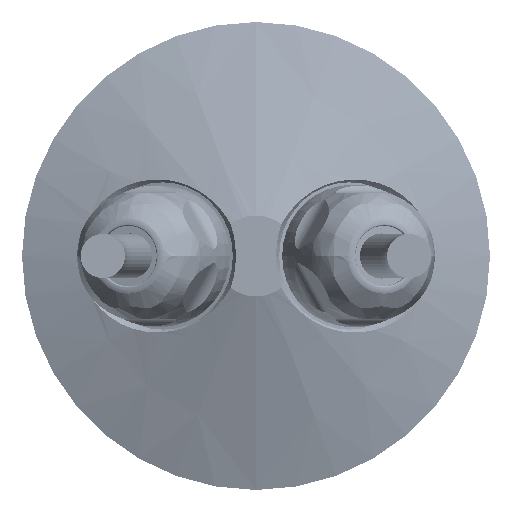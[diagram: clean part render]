
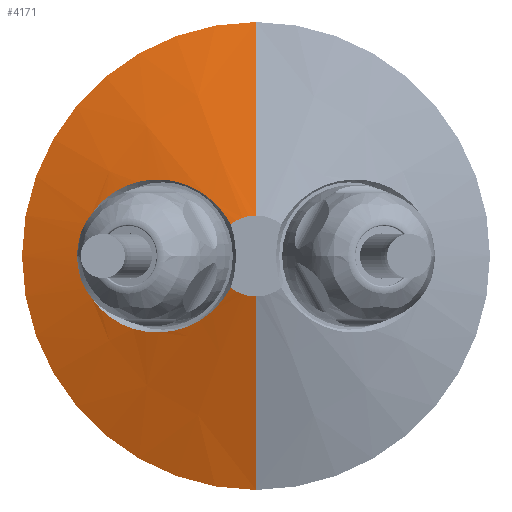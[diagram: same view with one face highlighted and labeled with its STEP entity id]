
A CAD part, front view. The second image highlights one B-rep face of the part: STEP entity #4171.
In plain terms, the highlighted conical face has half-angle 71.998 degrees and reference radius 18.625 mm.
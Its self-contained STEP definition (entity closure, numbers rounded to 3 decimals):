
#862=CARTESIAN_POINT('',(0.,52.46,0.));
#863=DIRECTION('',(0.,1.,0.));
#864=DIRECTION('',(1.,0.,0.));
#865=AXIS2_PLACEMENT_3D('',#862,#863,#864);
#890=CARTESIAN_POINT('',(-4.299,60.99,-3.431));
#891=CARTESIAN_POINT('',(-4.51,60.913,-3.545));
#892=CARTESIAN_POINT('',(-4.94,60.753,-3.793));
#893=CARTESIAN_POINT('',(-5.607,60.494,-4.237));
#894=CARTESIAN_POINT('',(-6.284,60.216,-4.758));
#895=CARTESIAN_POINT('',(-6.964,59.92,-5.368));
#896=CARTESIAN_POINT('',(-7.633,59.608,-6.072));
#897=CARTESIAN_POINT('',(-8.267,59.285,-6.868));
#898=CARTESIAN_POINT('',(-8.824,58.969,-7.715));
#899=CARTESIAN_POINT('',(-9.299,58.662,-8.599));
#900=CARTESIAN_POINT('',(-9.692,58.364,-9.518));
#901=CARTESIAN_POINT('',(-10.01,58.064,-10.499));
#902=CARTESIAN_POINT('',(-10.249,57.756,-11.571));
#903=CARTESIAN_POINT('',(-10.387,57.433,-12.758));
#904=CARTESIAN_POINT('',(-10.39,57.088,-14.101));
#905=CARTESIAN_POINT('',(-10.198,56.727,-15.592));
#906=CARTESIAN_POINT('',(-9.756,56.365,-17.17));
#907=CARTESIAN_POINT('',(-9.027,56.018,-18.76));
#908=CARTESIAN_POINT('',(-8.007,55.704,-20.263));
#909=CARTESIAN_POINT('',(-6.718,55.436,-21.591));
#910=CARTESIAN_POINT('',(-5.227,55.226,-22.663));
#911=CARTESIAN_POINT('',(-3.6,55.076,-23.446));
#912=CARTESIAN_POINT('',(-1.846,54.983,-23.937));
#913=CARTESIAN_POINT('',(-0.619,54.962,
-24.051));
#914=CARTESIAN_POINT('',(0.,54.962,-24.051));
#916=CARTESIAN_POINT('',(0.,54.962,-24.051));
#917=CARTESIAN_POINT('',(0.641,54.962,-24.051));
#918=CARTESIAN_POINT('',(1.916,54.985,-23.928));
#919=CARTESIAN_POINT('',(3.743,55.086,-23.396));
#920=CARTESIAN_POINT('',(5.434,55.25,-22.543));
#921=CARTESIAN_POINT('',(6.957,55.478,-21.382));
#922=CARTESIAN_POINT('',(8.253,55.765,-19.962));
#923=CARTESIAN_POINT('',(9.323,56.13,-18.232));
#924=CARTESIAN_POINT('',(10.047,56.553,-16.331));
#925=CARTESIAN_POINT('',(10.402,57.029,-14.327));
#926=CARTESIAN_POINT('',(10.389,57.517,-12.428));
#927=CARTESIAN_POINT('',(10.095,57.992,-10.731));
#928=CARTESIAN_POINT('',(9.613,58.438,-9.273));
#929=CARTESIAN_POINT('',(9.039,58.84,-8.074));
#930=CARTESIAN_POINT('',(8.415,59.205,-7.073));
#931=CARTESIAN_POINT('',(7.767,59.542,-6.228));
#932=CARTESIAN_POINT('',(7.091,59.863,-5.491));
#933=CARTESIAN_POINT('',(6.378,60.176,-4.836));
#934=CARTESIAN_POINT('',(5.659,60.473,-4.273));
#935=CARTESIAN_POINT('',(4.952,60.749,-3.8));
#936=CARTESIAN_POINT('',(4.512,60.913,-3.545));
#937=CARTESIAN_POINT('',(4.299,60.99,-3.431));
#959=CARTESIAN_POINT('',(0.,60.99,0.));
#960=DIRECTION('',(0.,-1.,0.));
#961=DIRECTION('',(-1.,0.,0.));
#962=AXIS2_PLACEMENT_3D('',#959,#960,#961);
#967=CARTESIAN_POINT('',(-4.299,60.99,-3.431));
#969=CARTESIAN_POINT('',(4.299,60.99,-3.431));
#974=CARTESIAN_POINT('',(0.,60.99,0.));
#975=DIRECTION('',(0.,-1.,0.));
#976=DIRECTION('',(0.782,0.,-0.624));
#977=AXIS2_PLACEMENT_3D('',#974,#975,#976);
#1010=DIRECTION('',(-0.951,0.309,0.));
#1011=VECTOR('',#1010,27.601);
#1012=CARTESIAN_POINT('',(31.75,52.46,0.));
#1013=LINE('',#1012,#1011);
#1014=DIRECTION('',(0.951,0.309,0.));
#1015=VECTOR('',#1014,27.601);
#1016=CARTESIAN_POINT('',(-31.75,52.46,0.));
#1017=LINE('',#1016,#1015);
#3206=CARTESIAN_POINT('',(31.75,52.46,0.));
#3207=CARTESIAN_POINT('',(-31.75,52.46,0.));
#3208=VERTEX_POINT('',#3206);
#3209=VERTEX_POINT('',#3207);
#3210=CARTESIAN_POINT('',(-5.5,60.99,0.));
#3211=VERTEX_POINT('',#3210);
#3212=CARTESIAN_POINT('',(5.5,60.99,0.));
#3213=VERTEX_POINT('',#3212);
#3261=VERTEX_POINT('',#967);
#3262=VERTEX_POINT('',#969);
#3263=VERTEX_POINT('',#914);
#4151=CARTESIAN_POINT('',(0.,56.725,0.));
#4152=DIRECTION('',(0.,-1.,0.));
#4153=DIRECTION('',(-1.,0.,0.));
#4154=AXIS2_PLACEMENT_3D('',#4151,#4152,#4153);
#4155=CONICAL_SURFACE('',#4154,18.625,71.998);
#4157=ORIENTED_EDGE('',*,*,#4156,.F.);
#4159=ORIENTED_EDGE('',*,*,#4158,.F.);
#4161=ORIENTED_EDGE('',*,*,#4160,.F.);
#4162=ORIENTED_EDGE('',*,*,#4125,.F.);
#4164=ORIENTED_EDGE('',*,*,#4163,.T.);
#4166=ORIENTED_EDGE('',*,*,#4165,.F.);
#4168=ORIENTED_EDGE('',*,*,#4167,.F.);
#4169=EDGE_LOOP('',(#4157,#4159,#4161,#4162,#4164,#4166,#4168));
#4170=FACE_OUTER_BOUND('',#4169,.F.);
#4171=ADVANCED_FACE('',(#4170),#4155,.T.);
#866=CIRCLE('',#865,31.75);
#915=B_SPLINE_CURVE_WITH_KNOTS('',3,(#890,#891,#892,#893,#894,#895,#896,#897,
#898,#899,#900,#901,#902,#903,#904,#905,#906,#907,#908,#909,#910,#911,#912,#913,
#914),.UNSPECIFIED.,.F.,.F.,(4,1,1,1,1,1,1,1,1,1,1,1,1,1,1,1,1,1,1,1,1,1,4),(
0.,0.045,0.091,0.136,0.182,
0.227,0.273,0.318,0.364,
0.409,0.455,0.5,0.545,0.591,
0.636,0.682,0.727,0.773,
0.818,0.864,0.909,0.955,1.),
.UNSPECIFIED.);
#938=B_SPLINE_CURVE_WITH_KNOTS('',3,(#916,#917,#918,#919,#920,#921,#922,#923,
#924,#925,#926,#927,#928,#929,#930,#931,#932,#933,#934,#935,#936,#937),
.UNSPECIFIED.,.F.,.F.,(4,1,1,1,1,1,1,1,1,1,1,1,1,1,1,1,1,1,1,4),(0.,
0.053,0.105,0.158,0.211,
0.263,0.316,0.368,0.421,
0.474,0.526,0.579,0.632,
0.684,0.737,0.789,0.842,
0.895,0.947,1.),.UNSPECIFIED.);
#963=CIRCLE('',#962,5.5);
#978=CIRCLE('',#977,5.5);
#4125=EDGE_CURVE('',#3208,#3209,#866,.T.);
#4156=EDGE_CURVE('',#3261,#3263,#915,.T.);
#4158=EDGE_CURVE('',#3211,#3261,#963,.T.);
#4160=EDGE_CURVE('',#3209,#3211,#1017,.T.);
#4163=EDGE_CURVE('',#3208,#3213,#1013,.T.);
#4165=EDGE_CURVE('',#3262,#3213,#978,.T.);
#4167=EDGE_CURVE('',#3263,#3262,#938,.T.);
